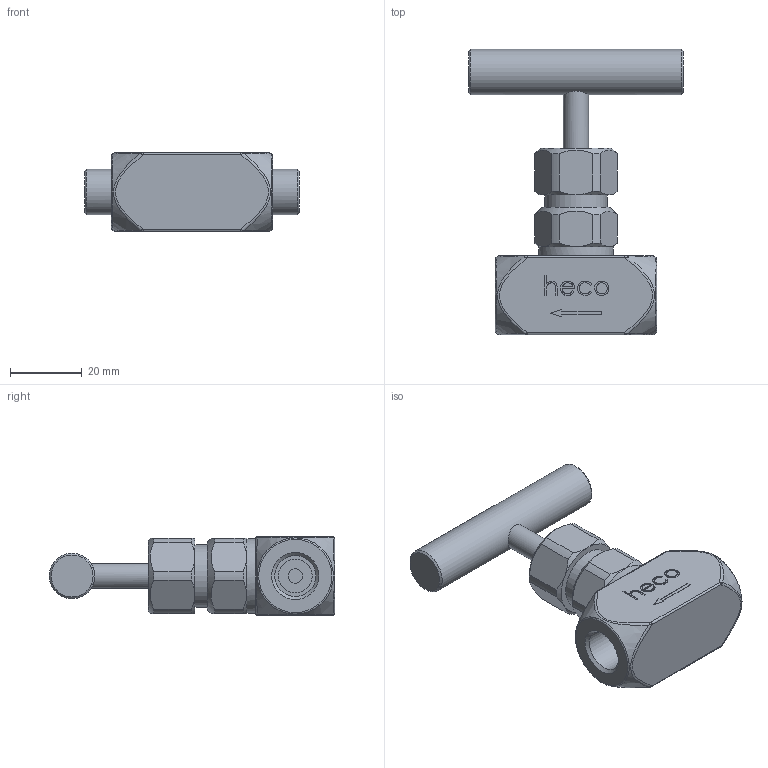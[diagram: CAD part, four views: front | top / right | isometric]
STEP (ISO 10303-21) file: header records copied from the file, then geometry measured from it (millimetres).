
FILE_DESCRIPTION (( 'STEP AP214' ), '1' );
FILE_NAME ('NV-014-000-G Nadelventil heco.STEP', '2014-09-01T08:29:02', ( 'test' ), ( '' ), 'SwSTEP 2.0', 'SolidWorks 2011', '' );
FILE_SCHEMA (( 'AUTOMOTIVE_DESIGN' ));
Length unit declared in the file: millimetre
Products named in the file (1): NV-014-000-G Nadelventil heco
Bounding box: 60 x 79.65 x 22 mm (x, y, z)
Volume: 37586.6 mm3; surface area: 10634.9 mm2
Topology: 1 solids, 1 shells, 377 faces, 959 edges, 618 vertices
Faces by surface type: plane 167, bspline 166, cylinder 26, cone 16, torus 2
Full cylindrical faces by diameter (mm): 3 x1, 4 x1, 7 x1, 9.445 x2, 11.445 x2, 12.7 x1, 17.4 x1, 20.9 x1
Entity records: 25392 total; most frequent: CARTESIAN_POINT 13484, ORIENTED_EDGE 1840, DIRECTION 1051, EDGE_CURVE 920, VERTEX_POINT 609, LINE 475, VECTOR 475, EDGE_LOOP 441
